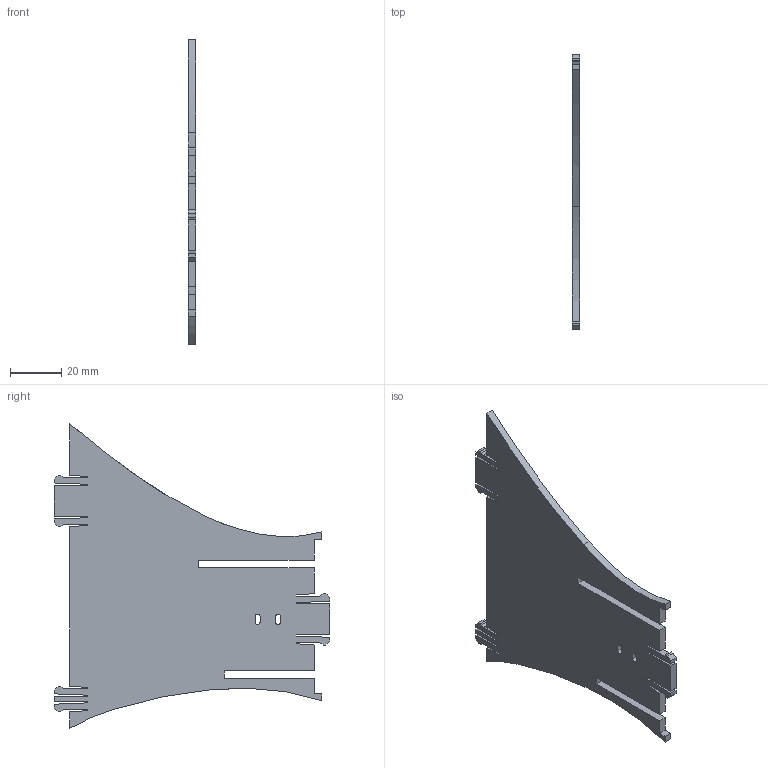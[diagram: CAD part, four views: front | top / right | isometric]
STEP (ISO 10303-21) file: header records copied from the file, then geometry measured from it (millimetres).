
FILE_DESCRIPTION (( 'STEP AP203' ), '1' );
FILE_NAME ('frame-1-17.step', '2015-02-17T13:06:28', ( 'Cesar' ), ( '' ), 'SwSTEP 2.0', 'SolidWorks 2013', '' );
FILE_SCHEMA (( 'CONFIG_CONTROL_DESIGN' ));
Length unit declared in the file: millimetre
Products named in the file (1): frame-1-17
Bounding box: 3 x 107 x 118.31 mm (x, y, z)
Volume: 21839.2 mm3; surface area: 17108 mm2
Topology: 1 solids, 1 shells, 101 faces, 297 edges, 198 vertices
Faces by surface type: plane 92, cylinder 6, bspline 3
Entity records: 3864 total; most frequent: CARTESIAN_POINT 1094, ORIENTED_EDGE 594, DIRECTION 501, EDGE_CURVE 297, VECTOR 279, LINE 279, VERTEX_POINT 198, AXIS2_PLACEMENT_3D 111
